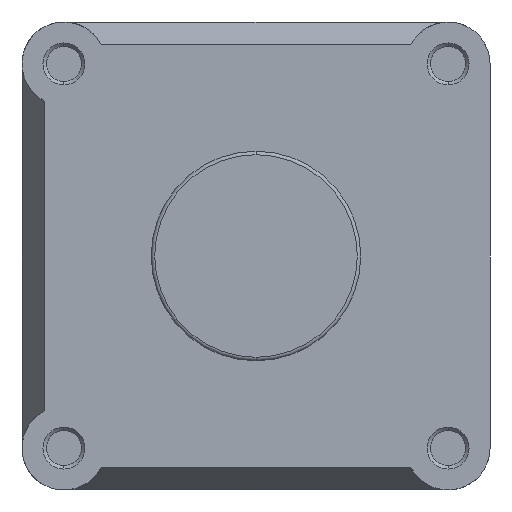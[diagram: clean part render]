
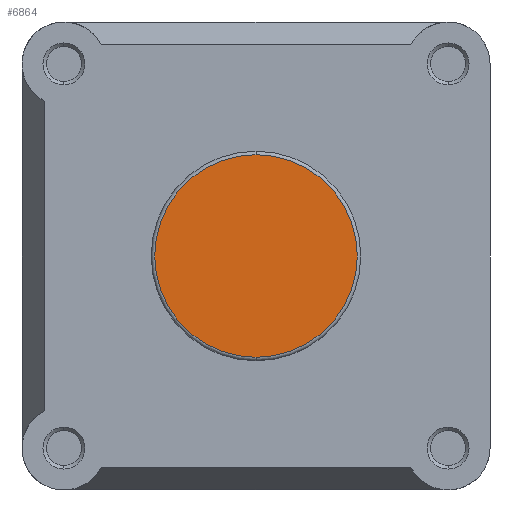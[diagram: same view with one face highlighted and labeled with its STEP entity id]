
A CAD part, left-side view. The second image highlights one B-rep face of the part: STEP entity #6864.
In plain terms, the highlighted planar face has unit normal (-1, 0, 0).
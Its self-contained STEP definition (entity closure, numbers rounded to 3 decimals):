
#749 = EDGE_LOOP ( 'NONE', ( #5720, #5880 ) ) ;
#1095 = CIRCLE ( 'NONE', #7563, 29. ) ;
#1428 = FACE_OUTER_BOUND ( 'NONE', #749, .T. ) ;
#2203 = CARTESIAN_POINT ( 'NONE',  ( 0., 30., 0. ) ) ;
#2204 = PLANE ( 'NONE',  #7766 ) ;
#2205 = DIRECTION ( 'NONE',  ( 1., 0., 0. ) ) ;
#2206 = DIRECTION ( 'NONE',  ( 0., 0., -1. ) ) ;
#3569 = CIRCLE ( 'NONE', #7953, 29. ) ;
#4618 = CARTESIAN_POINT ( 'NONE',  ( 0., 0., 0. ) ) ;
#4625 = DIRECTION ( 'NONE',  ( -1., 0., 0. ) ) ;
#4626 = DIRECTION ( 'NONE',  ( 0., 0., -1. ) ) ;
#5174 = DIRECTION ( 'NONE',  ( 0., 0., -1. ) ) ;
#5176 = DIRECTION ( 'NONE',  ( -1., 0., 0. ) ) ;
#5177 = CARTESIAN_POINT ( 'NONE',  ( 0., 0., 0. ) ) ;
#5258 = CARTESIAN_POINT ( 'NONE',  ( 0., 0., 29. ) ) ;
#5315 = CARTESIAN_POINT ( 'NONE',  ( 0., 0., -29. ) ) ;
#5631 = VERTEX_POINT ( 'NONE', #5315 ) ;
#5670 = VERTEX_POINT ( 'NONE', #5258 ) ;
#5707 = EDGE_CURVE ( 'NONE', #5670, #5631, #1095, .T. ) ;
#5720 = ORIENTED_EDGE ( 'NONE', *, *, #7343, .T. ) ;
#5880 = ORIENTED_EDGE ( 'NONE', *, *, #5707, .T. ) ;
#6864 = ADVANCED_FACE ( 'NONE', ( #1428 ), #2204, .F. ) ;
#7343 = EDGE_CURVE ( 'NONE', #5631, #5670, #3569, .T. ) ;
#7563 = AXIS2_PLACEMENT_3D ( 'NONE', #5177, #5176, #5174 ) ;
#7766 = AXIS2_PLACEMENT_3D ( 'NONE', #2203, #2205, #2206 ) ;
#7953 = AXIS2_PLACEMENT_3D ( 'NONE', #4618, #4625, #4626 ) ;
